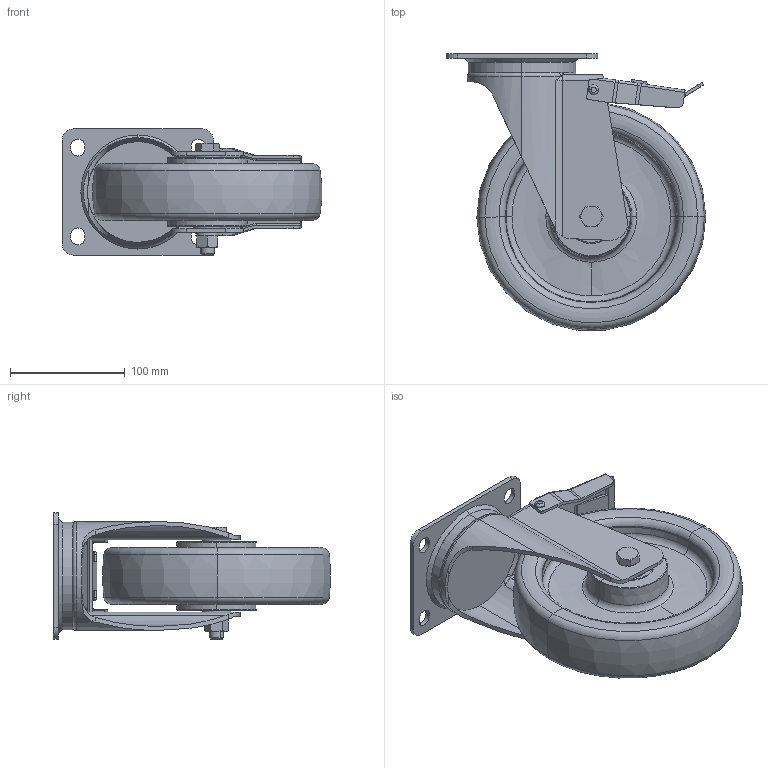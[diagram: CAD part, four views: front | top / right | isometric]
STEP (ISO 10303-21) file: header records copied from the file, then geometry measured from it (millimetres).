
FILE_DESCRIPTION (( 'STEP AP214' ), '1' );
FILE_NAME ('0029893_L-MV-EPUK-200-K-3-DSN_(A-01).step', '2019-10-08T08:25:36', ( '' ), ( '' ), 'SwSTEP 2.0', 'SolidWorks 2018', '' );
FILE_SCHEMA (( 'AUTOMOTIVE_DESIGN' ));
Length unit declared in the file: millimetre
Products named in the file (1): 0029893_L-MV-EPUK-200-K-3-DSN_(A-01)
Bounding box: 226.32 x 241.14 x 110 mm (x, y, z)
Volume: 1285442.6 mm3; surface area: 356002 mm2
Topology: 13 solids, 17 shells, 564 faces, 1363 edges, 834 vertices
Faces by surface type: plane 180, cylinder 171, torus 101, cone 81, bspline 31
Entity records: 23821 total; most frequent: CARTESIAN_POINT 4066, DIRECTION 3001, ORIENTED_EDGE 2718, EDGE_CURVE 1359, AXIS2_PLACEMENT_3D 1235, VERTEX_POINT 834, CIRCLE 701, EDGE_LOOP 631
